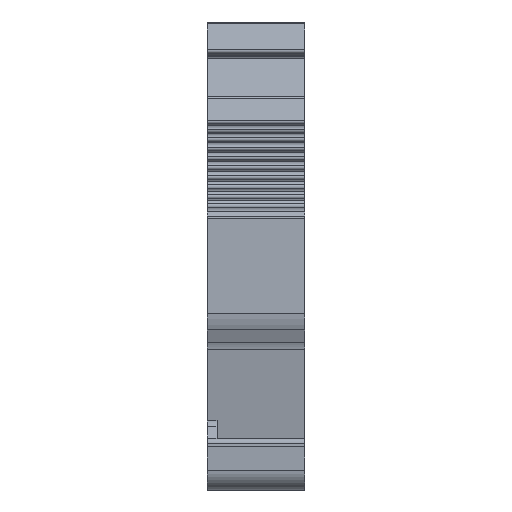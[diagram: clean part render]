
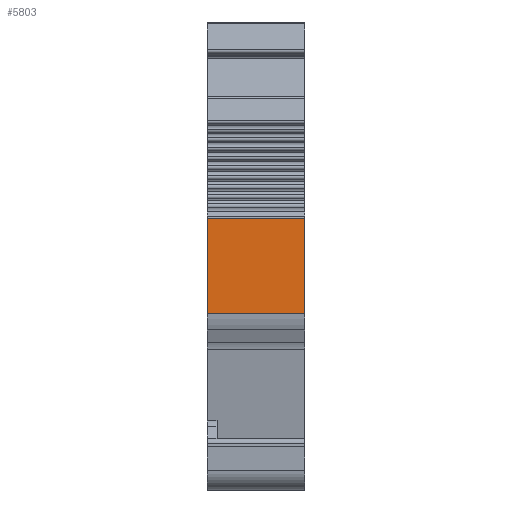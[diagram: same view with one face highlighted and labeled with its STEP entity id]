
A CAD part, left-side view. The second image highlights one B-rep face of the part: STEP entity #5803.
In plain terms, the highlighted planar face has unit normal (-1, 0, 0).
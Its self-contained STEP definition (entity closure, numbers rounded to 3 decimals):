
#510=ORIENTED_EDGE('',*,*,#2320,.F.);
#511=ORIENTED_EDGE('',*,*,#2321,.F.);
#512=ORIENTED_EDGE('',*,*,#2322,.T.);
#513=ORIENTED_EDGE('',*,*,#2323,.T.);
#2320=EDGE_CURVE('',#3225,#3226,#3821,.T.);
#2321=EDGE_CURVE('',#3227,#3225,#3822,.T.);
#2322=EDGE_CURVE('',#3227,#3228,#3823,.T.);
#2323=EDGE_CURVE('',#3228,#3226,#3824,.T.);
#3225=VERTEX_POINT('',#8568);
#3226=VERTEX_POINT('',#8569);
#3227=VERTEX_POINT('',#8571);
#3228=VERTEX_POINT('',#8573);
#3821=LINE('',#8567,#4411);
#3822=LINE('',#8570,#4412);
#3823=LINE('',#8572,#4413);
#3824=LINE('',#8574,#4414);
#4411=VECTOR('',#6761,1000.);
#4412=VECTOR('',#6762,1000.);
#4413=VECTOR('',#6763,1000.);
#4414=VECTOR('',#6764,1000.);
#4989=EDGE_LOOP('',(#510,#511,#512,#513));
#5316=FACE_BOUND('',#4989,.T.);
#5643=PLANE('',#6135);
#5803=ADVANCED_FACE('',(#5316),#5643,.F.);
#6135=AXIS2_PLACEMENT_3D('',#8566,#6759,#6760);
#6759=DIRECTION('',(1.,0.,0.));
#6760=DIRECTION('',(0.,0.,-1.));
#6761=DIRECTION('',(0.,0.,-1.));
#6762=DIRECTION('',(0.,-1.,0.));
#6763=DIRECTION('',(0.,0.,-1.));
#6764=DIRECTION('',(0.,-1.,0.));
#8566=CARTESIAN_POINT('',(-35.75,-4.65,31.101));
#8567=CARTESIAN_POINT('',(-35.75,-4.65,31.101));
#8568=CARTESIAN_POINT('',(-35.75,-4.65,10.962));
#8569=CARTESIAN_POINT('',(-35.75,-4.65,1.194));
#8570=CARTESIAN_POINT('',(-35.75,12.327,10.962));
#8571=CARTESIAN_POINT('',(-35.75,5.35,10.962));
#8572=CARTESIAN_POINT('',(-35.75,5.35,31.101));
#8573=CARTESIAN_POINT('',(-35.75,5.35,1.194));
#8574=CARTESIAN_POINT('',(-35.75,82.048,1.194));
